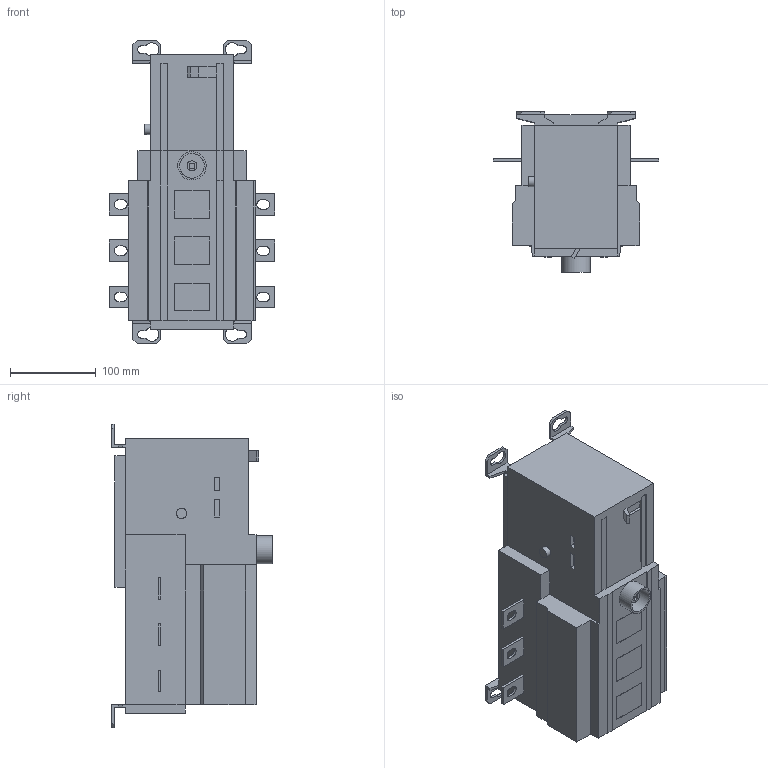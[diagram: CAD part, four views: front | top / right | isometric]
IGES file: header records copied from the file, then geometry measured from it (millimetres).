
Global section: file name: OSM250_3.igs; preprocessor: I-DEAS 3D IGES Translator 11; date: 20090112.101308; units: millimetre
Bounding box: 193 x 187.37 x 354 mm (x, y, z)
Volume: 5720733.2 mm3; surface area: 247064 mm2
Topology: 1 solids, 1 shells, 235 faces, 746 edges, 621 vertices
Faces by surface type: bspline 235
